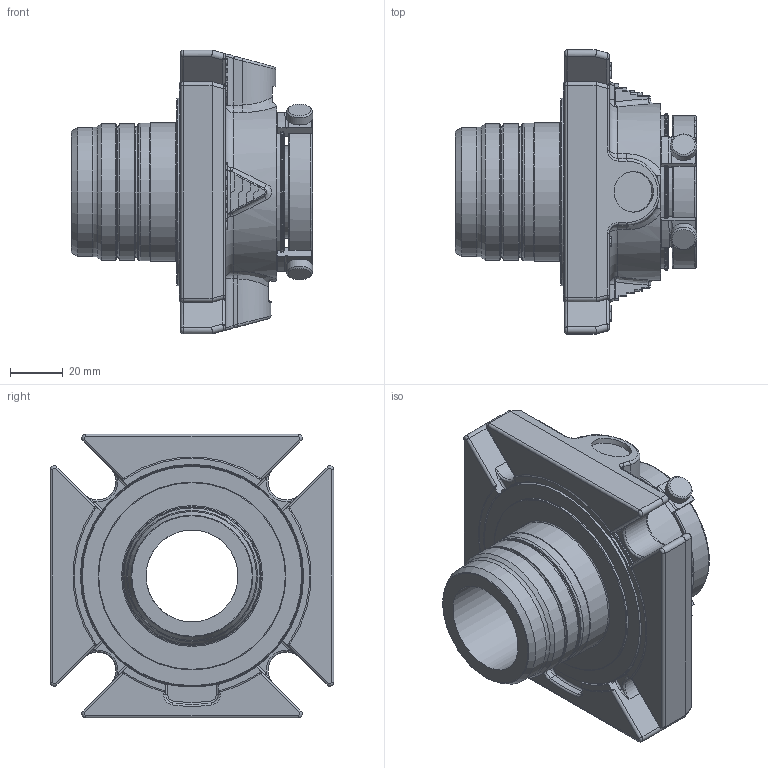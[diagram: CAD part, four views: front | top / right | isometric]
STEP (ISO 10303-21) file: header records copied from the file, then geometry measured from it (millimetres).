
FILE_DESCRIPTION(/* description */ ('Unknown'),/* implementation_level */ '2;1');
FILE_NAME(/* name */ '35mm-DMSF-LARGE-BOX-BORE-SEAL-ARRANGEMENT',/* time_stamp */ '2023-06-02T13:20:26+01:00',/* author */ ('Unknown'),/* organization */ ('Unknown'),/* preprocessor_version */ 'ST-DEVELOPER v18.102',/* originating_system */ 'Solid Edge',/* authorisation */ 'Unknown');
FILE_SCHEMA (('AUTOMOTIVE_DESIGN {1 0 10303 214 3 1 1}'));
Length unit declared in the file: millimetre
Products named in the file (1): 35mm
Bounding box: 92 x 107.95 x 107.95 mm (x, y, z)
Volume: 290090.9 mm3; surface area: 59890.2 mm2
Topology: 1 solids, 1 shells, 875 faces, 2390 edges, 1538 vertices
Faces by surface type: plane 335, cylinder 250, bspline 165, torus 79, cone 42, sphere 4
Full cylindrical faces by diameter (mm): 3.136 x2, 9.89 x4, 15.5 x2, 35 x1, 35.103 x1, 36.982 x1, 49.073 x1, 49.733 x2, 51.791 x1, 51.816 x1, 52.502 x1, 52.756 x1, 58.166 x2, 59.69 x1, 71.501 x1, 80.848 x1, 83.5 x1, 83.795 x1, 84.201 x1, 84.455 x1
Entity records: 29541 total; most frequent: CARTESIAN_POINT 8793, ORIENTED_EDGE 4580, DIRECTION 3875, EDGE_CURVE 2290, VERTEX_POINT 1511, AXIS2_PLACEMENT_3D 1391, LINE 1093, VECTOR 1093
